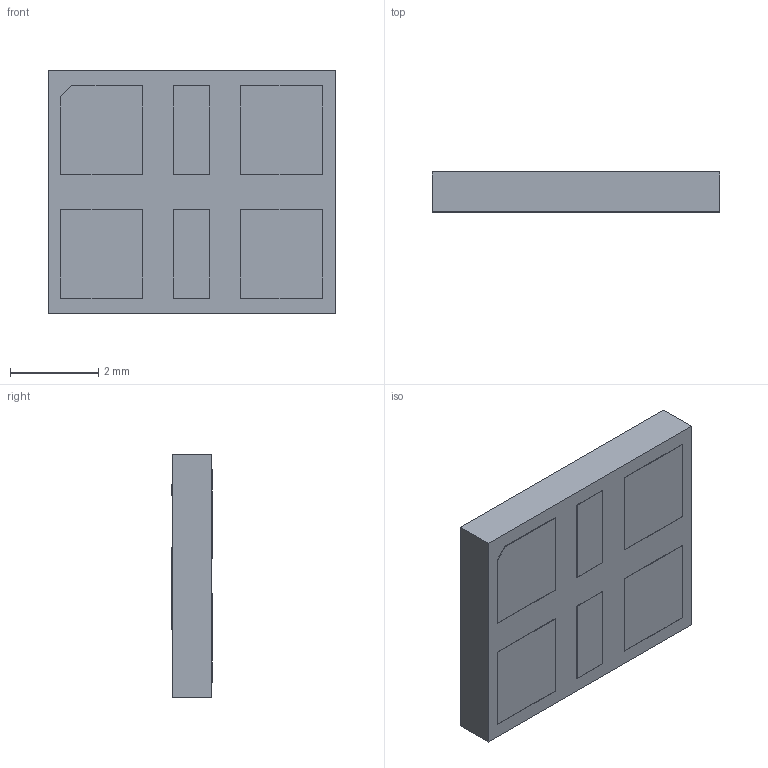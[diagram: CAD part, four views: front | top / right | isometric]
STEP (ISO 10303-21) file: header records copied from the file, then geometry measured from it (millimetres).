
FILE_DESCRIPTION (( 'STEP AP214' ), '1' );
FILE_NAME ('TBU-DF.STEP', '2022-04-26T13:52:22', ( '' ), ( '' ), 'SwSTEP 2.0', 'SolidWorks 2021', '' );
FILE_SCHEMA (( 'AUTOMOTIVE_DESIGN' ));
Length unit declared in the file: millimetre
Products named in the file (1): TBU-DF
Bounding box: 6.5 x 0.92 x 5.5 mm (x, y, z)
Volume: 32.3 mm3; surface area: 93.8 mm2
Topology: 1 solids, 1 shells, 182 faces, 480 edges, 320 vertices
Faces by surface type: plane 170, bspline 12
Entity records: 6320 total; most frequent: CARTESIAN_POINT 1651, ORIENTED_EDGE 960, DIRECTION 798, EDGE_CURVE 480, VECTOR 456, LINE 456, VERTEX_POINT 320, EDGE_LOOP 202
